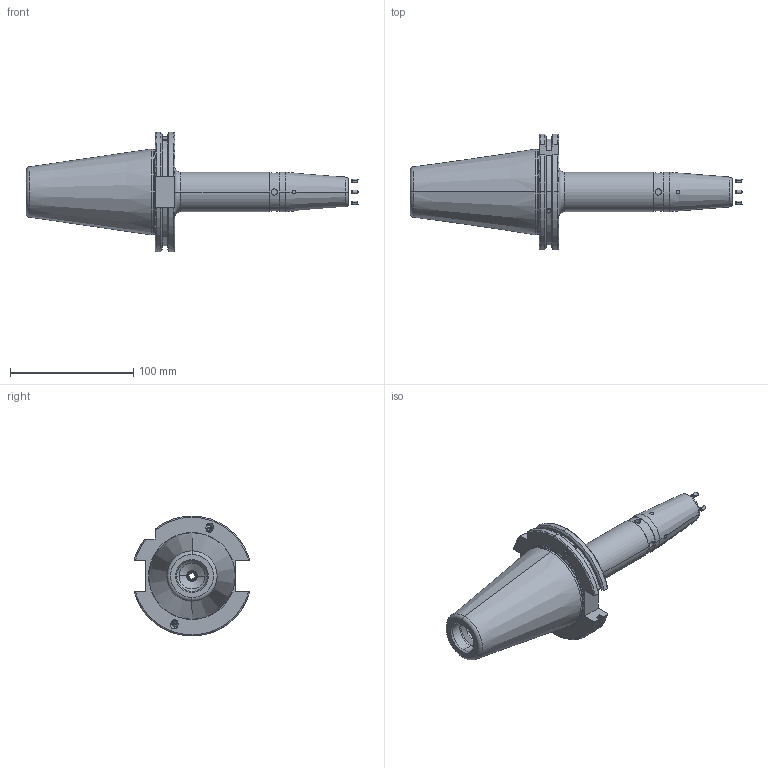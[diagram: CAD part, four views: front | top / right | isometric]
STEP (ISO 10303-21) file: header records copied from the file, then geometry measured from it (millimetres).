
FILE_DESCRIPTION (( 'STEP AP203' ), '1' );
FILE_NAME ('F1S509H-SFK12160.STEP', '2024-08-31T09:46:42', ( '' ), ( '' ), 'SwSTEP 2.0', 'SolidWorks 2024', '' );
FILE_SCHEMA (( 'CONFIG_CONTROL_DESIGN' ));
Length unit declared in the file: millimetre
Products named in the file (7): GS-M3X5; SCWM10x1x15-FLAT&SLOT; F1S509H-SFK12160; GS-M4X4_DIN 913 - M4 x 4-N; GS-M4X4-COATING_DIN 913 - M4 x 4-N; SK50SFK12160FWW; EXPANDER PLUG Ø3x3.6
Assembly tree (14 placements, depth 2):
  F1S509H-SFK12160
    SK50SFK12160FWW
    SCWM10x1x15-FLAT&SLOT
    EXPANDER PLUG Ø3x3.6  x4
    GS-M4X4_DIN 913 - M4 x 4-N  x2
    GS-M4X4-COATING_DIN 913 - M4 x 4-N  x2
    GS-M3X5  x4
Bounding box: 269.77 x 94.05 x 97.5 mm (x, y, z)
Volume: 415282.7 mm3; surface area: 65746.2 mm2
Topology: 14 solids, 14 shells, 465 faces, 1119 edges, 675 vertices
Faces by surface type: plane 156, cone 150, cylinder 139, torus 20
Entity records: 11547 total; most frequent: CARTESIAN_POINT 3185, DIRECTION 1600, ORIENTED_EDGE 1530, EDGE_CURVE 765, AXIS2_PLACEMENT_3D 625, VERTEX_POINT 468, LINE 350, VECTOR 350
